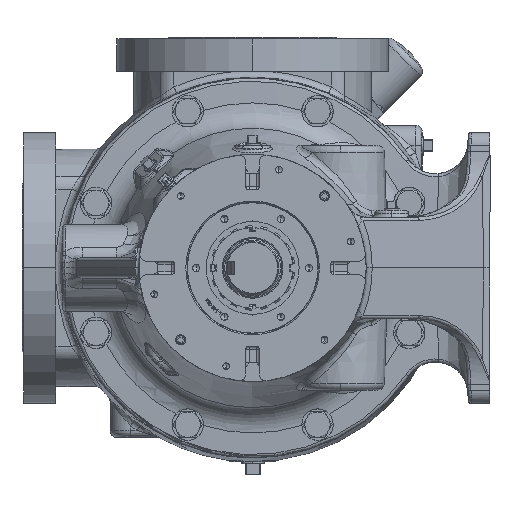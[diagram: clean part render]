
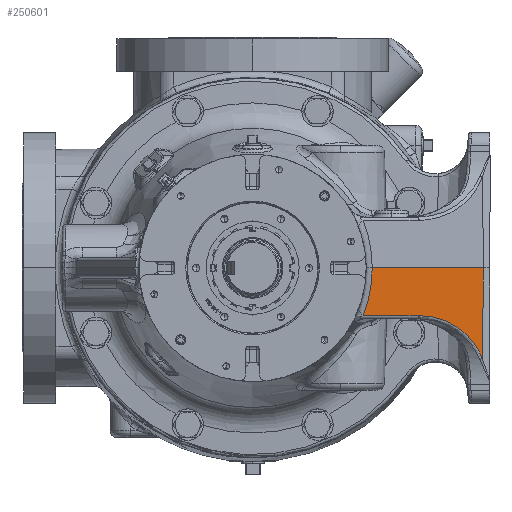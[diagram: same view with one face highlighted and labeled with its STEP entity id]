
A CAD part, left-side view. The second image highlights one B-rep face of the part: STEP entity #250601.
In plain terms, the highlighted planar face has unit normal (-0.707, -0.707, -0.035).
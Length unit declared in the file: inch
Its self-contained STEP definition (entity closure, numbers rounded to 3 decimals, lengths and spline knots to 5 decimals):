
#988 = PLANE ( 'NONE',  #278640 ) ;
#20844 = VERTEX_POINT ( 'NONE', #191218 ) ;
#26591 = CARTESIAN_POINT ( 'NONE',  ( -8.58388, -8.75, 0. ) ) ;
#33924 = CARTESIAN_POINT ( 'NONE',  ( -12.92396, -4.40992, 0. ) ) ;
#35638 = VECTOR ( 'NONE', #295117, 39.37008 ) ;
#49690 = LINE ( 'NONE', #26591, #35638 ) ;
#50115 =( BOUNDED_CURVE ( )  B_SPLINE_CURVE ( 3, ( #264423, #266161, #237940, #103852 ),
 .UNSPECIFIED., .F., .T. ) 
 B_SPLINE_CURVE_WITH_KNOTS ( ( 4, 4 ),
 ( 3.09755, 3.46203 ),
 .UNSPECIFIED. ) 
 CURVE ( )  GEOMETRIC_REPRESENTATION_ITEM ( )  RATIONAL_B_SPLINE_CURVE ( ( 1., 0.989, 0.989, 1. ) ) 
 REPRESENTATION_ITEM ( '' )  );
#56493 = DIRECTION ( 'NONE',  ( -0.035, -0.014, 0.999 ) ) ;
#65556 = CARTESIAN_POINT ( 'NONE',  ( -11.10815, -6.13885, -1.75919 ) ) ;
#66883 = CARTESIAN_POINT ( 'NONE',  ( -8.70444, -8.46466, -3.3368 ) ) ;
#77044 = FACE_OUTER_BOUND ( 'NONE', #306735, .T. ) ;
#85766 = CARTESIAN_POINT ( 'NONE',  ( -8.58388, -8.75, 0. ) ) ;
#90533 = EDGE_CURVE ( 'NONE', #20844, #255068, #298436, .T. ) ;
#96494 = ORIENTED_EDGE ( 'NONE', *, *, #90533, .T. ) ;
#98491 = CARTESIAN_POINT ( 'NONE',  ( -9.13254, -8.08531, -2.3496 ) ) ;
#101995 =( BOUNDED_CURVE ( )  B_SPLINE_CURVE ( 3, ( #259015, #124850, #98491, #66883 ),
 .UNSPECIFIED., .F., .F. ) 
 B_SPLINE_CURVE_WITH_KNOTS ( ( 4, 4 ),
 ( 1.62014, 2.78176 ),
 .UNSPECIFIED. ) 
 CURVE ( )  GEOMETRIC_REPRESENTATION_ITEM ( )  RATIONAL_B_SPLINE_CURVE ( ( 1., 0.891, 0.891, 1. ) ) 
 REPRESENTATION_ITEM ( '' )  );
#103852 = CARTESIAN_POINT ( 'NONE',  ( -13.17092, -4.07608, -1.75919 ) ) ;
#111675 = EDGE_CURVE ( 'NONE', #158817, #20844, #101995, .T. ) ;
#113862 = DIRECTION ( 'NONE',  ( 0.707, -0.707, 0. ) ) ;
#117753 = ORIENTED_EDGE ( 'NONE', *, *, #111675, .T. ) ;
#124850 = CARTESIAN_POINT ( 'NONE',  ( -10.03212, -7.21488, -1.75919 ) ) ;
#131334 = EDGE_CURVE ( 'NONE', #322520, #158817, #209187, .T. ) ;
#136936 = ORIENTED_EDGE ( 'NONE', *, *, #236117, .T. ) ;
#148535 = CARTESIAN_POINT ( 'NONE',  ( -13.17092, -4.07608, -1.75919 ) ) ;
#158817 = VERTEX_POINT ( 'NONE', #65556 ) ;
#159675 = CARTESIAN_POINT ( 'NONE',  ( -8.54044, -8.70656, -1.75919 ) ) ;
#164044 = CARTESIAN_POINT ( 'NONE',  ( -8.82086, -8.51288, -0.00299 ) ) ;
#180227 = ORIENTED_EDGE ( 'NONE', *, *, #198193, .F. ) ;
#191218 = CARTESIAN_POINT ( 'NONE',  ( -8.70444, -8.46466, -3.3368 ) ) ;
#198193 = EDGE_CURVE ( 'NONE', #297854, #255068, #49690, .T. ) ;
#198556 = DIRECTION ( 'NONE',  ( -0.707, -0.707, -0.035 ) ) ;
#209187 = LINE ( 'NONE', #159675, #340291 ) ;
#236117 = EDGE_CURVE ( 'NONE', #297854, #322520, #50115, .T. ) ;
#237940 = CARTESIAN_POINT ( 'NONE',  ( -12.98059, -4.2942, -1.19646 ) ) ;
#244944 = CARTESIAN_POINT ( 'NONE',  ( -8.82096, -8.51292, 0. ) ) ;
#250601 = ADVANCED_FACE ( 'NONE', ( #77044 ), #988, .T. ) ;
#255068 = VERTEX_POINT ( 'NONE', #244944 ) ;
#259015 = CARTESIAN_POINT ( 'NONE',  ( -11.10815, -6.13885, -1.75919 ) ) ;
#264423 = CARTESIAN_POINT ( 'NONE',  ( -12.92396, -4.40992, 0. ) ) ;
#266161 = CARTESIAN_POINT ( 'NONE',  ( -12.89735, -4.40673, -0.60352 ) ) ;
#278640 = AXIS2_PLACEMENT_3D ( 'NONE', #85766, #198556, #113862 ) ;
#290471 = DIRECTION ( 'NONE',  ( 0.707, -0.707, 0. ) ) ;
#295117 = DIRECTION ( 'NONE',  ( 0.707, -0.707, 0. ) ) ;
#297854 = VERTEX_POINT ( 'NONE', #33924 ) ;
#298436 = LINE ( 'NONE', #164044, #341153 ) ;
#306735 = EDGE_LOOP ( 'NONE', ( #180227, #136936, #310882, #117753, #96494 ) ) ;
#310882 = ORIENTED_EDGE ( 'NONE', *, *, #131334, .T. ) ;
#322520 = VERTEX_POINT ( 'NONE', #148535 ) ;
#340291 = VECTOR ( 'NONE', #290471, 39.37008 ) ;
#341153 = VECTOR ( 'NONE', #56493, 39.37008 ) ;
